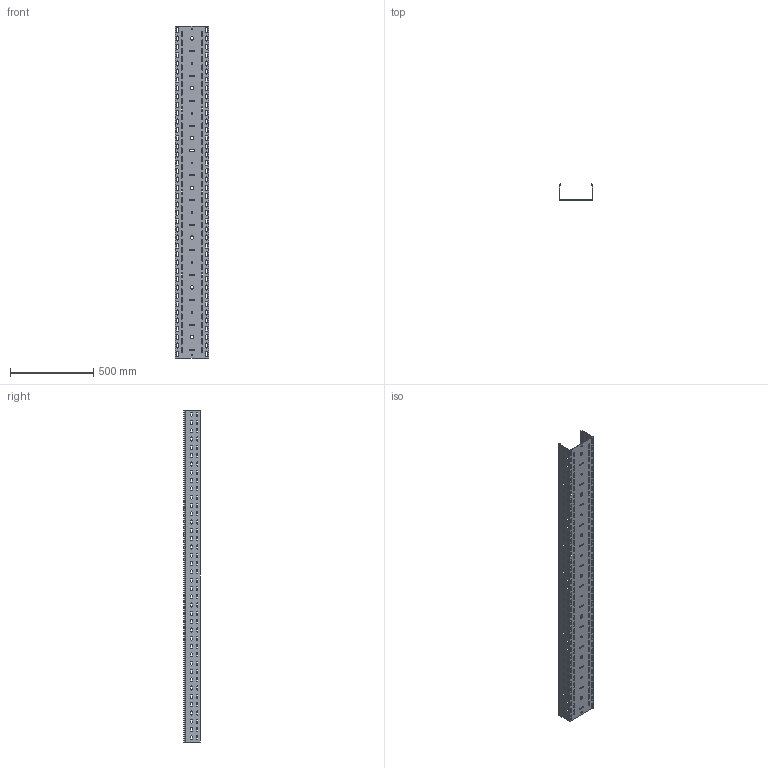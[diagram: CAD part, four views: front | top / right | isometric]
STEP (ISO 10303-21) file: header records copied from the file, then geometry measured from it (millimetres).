
FILE_DESCRIPTION (( 'STEP AP203' ), '1' );
FILE_NAME ('CLP10-100-200-150-2 Ëîòîê ïåðôîðèðîâàííûé ESCA 100õ200õ2000-1,5 IEK.STEP', '2021-10-04T07:01:38', ( '' ), ( '' ), 'SwSTEP 2.0', 'SolidWorks 2017', '' );
FILE_SCHEMA (( 'CONFIG_CONTROL_DESIGN' ));
Length unit declared in the file: millimetre
Products named in the file (1): CLP10-100-200-150-2 Ëîòîê ïåðôîðèðîâàííûé ESCA 100õ200õ2000-1,5 IEK
Bounding box: 200 x 99.97 x 2000 mm (x, y, z)
Volume: 1294733.1 mm3; surface area: 1545113.8 mm2
Topology: 1 solids, 1 shells, 1720 faces, 5154 edges, 3436 vertices
Faces by surface type: cylinder 1014, plane 706
Entity records: 60207 total; most frequent: DIRECTION 10624, CARTESIAN_POINT 10311, ORIENTED_EDGE 10308, EDGE_CURVE 5154, AXIS2_PLACEMENT_3D 3749, VERTEX_POINT 3436, LINE 3126, VECTOR 3126
